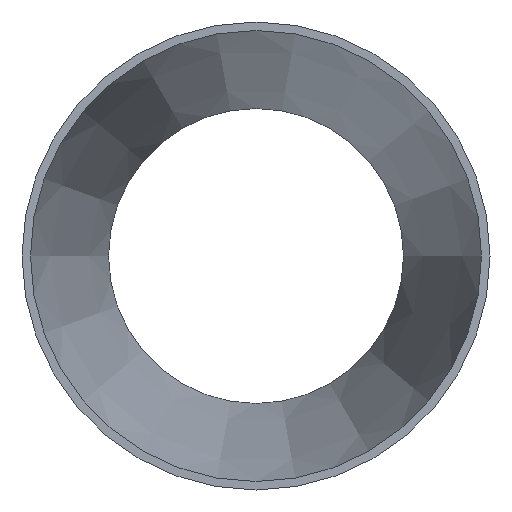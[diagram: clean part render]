
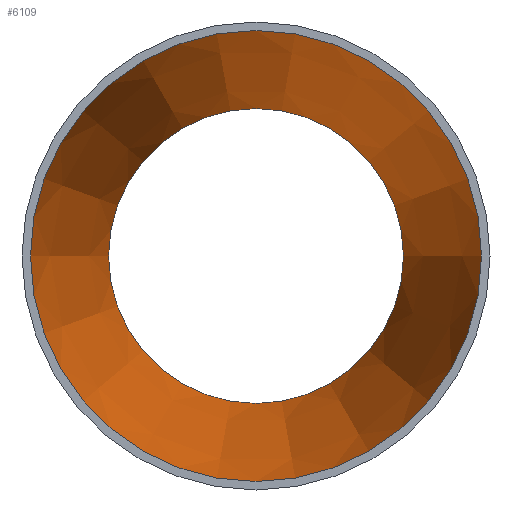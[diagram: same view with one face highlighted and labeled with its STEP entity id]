
A CAD part, left-side view. The second image highlights one B-rep face of the part: STEP entity #6109.
In plain terms, the highlighted conical face has half-angle 10.305 degrees and reference radius 60.731 mm.
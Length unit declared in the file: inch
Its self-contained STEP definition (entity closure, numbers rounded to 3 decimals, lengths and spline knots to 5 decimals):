
#210=FACE_BOUND('',#1484,.T.);
#320=CIRCLE('',#6446,1.891);
#321=CIRCLE('',#6448,2.891);
#1114=FACE_OUTER_BOUND('',#1483,.T.);
#1483=EDGE_LOOP('',(#5712));
#1484=EDGE_LOOP('',(#5713));
#2998=VERTEX_POINT('',#13314);
#2999=VERTEX_POINT('',#13317);
#3905=EDGE_CURVE('',#2998,#2998,#320,.T.);
#3906=EDGE_CURVE('',#2999,#2999,#321,.T.);
#5712=ORIENTED_EDGE('',*,*,#3906,.F.);
#5713=ORIENTED_EDGE('',*,*,#3905,.T.);
#5752=CONICAL_SURFACE('',#6447,2.391,10.305);
#6109=ADVANCED_FACE('',(#1114,#210),#5752,.F.);
#6446=AXIS2_PLACEMENT_3D('',#13315,#7544,#7545);
#6447=AXIS2_PLACEMENT_3D('',#13316,#7546,#7547);
#6448=AXIS2_PLACEMENT_3D('',#13318,#7548,#7549);
#7544=DIRECTION('center_axis',(1.,0.,0.));
#7545=DIRECTION('ref_axis',(0.,-1.,0.));
#7546=DIRECTION('center_axis',(-1.,0.,0.));
#7547=DIRECTION('ref_axis',(0.,-1.,0.));
#7548=DIRECTION('center_axis',(1.,0.,0.));
#7549=DIRECTION('ref_axis',(0.,-1.,0.));
#13314=CARTESIAN_POINT('',(5.5,-1.891,0.));
#13315=CARTESIAN_POINT('Origin',(5.5,0.,0.));
#13316=CARTESIAN_POINT('Origin',(2.75,0.,0.));
#13317=CARTESIAN_POINT('',(0.,-2.891,0.));
#13318=CARTESIAN_POINT('Origin',(0.,0.,0.));
